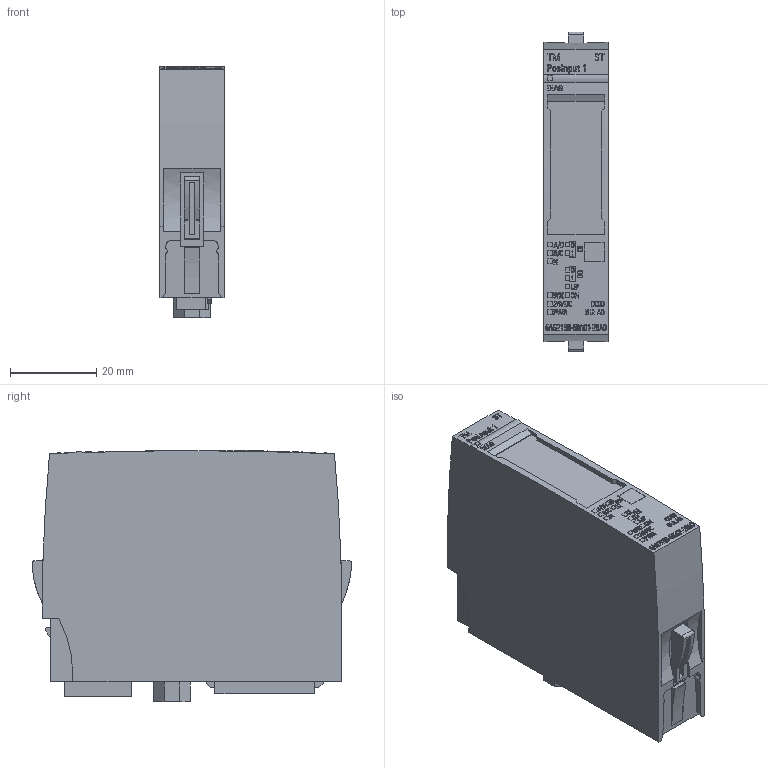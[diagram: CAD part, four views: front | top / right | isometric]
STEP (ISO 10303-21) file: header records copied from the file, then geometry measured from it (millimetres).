
FILE_DESCRIPTION(/* description */ (''),/* implementation_level */ '2;1');
FILE_NAME(/* name */ '6AG2138-6BA01-2BA0_3d.stp',/* time_stamp */ '2024-08-29T09:34:40+02:00',/* author */ (''),/* organization */ (''),/* preprocessor_version */ 'ST-DEVELOPER v18.102',/* originating_system */ 'SIEMENS PLM Software NX 2023',/* authorisation */ '');
FILE_SCHEMA (('AUTOMOTIVE_DESIGN { 1 0 10303 214 3 1 1 1 }'));
Products named in the file (3): A5E54025409A_RS-AA_001_1-labeling; A5E50134666A_RS-AA_002_1-box; A5E54025362A_RS-AA_001_1-CAx_6AG21386BA012BA0
Assembly tree (2 placements, depth 2):
  A5E54025362A_RS-AA_001_1-CAx_6AG21386BA012BA0
    A5E50134666A_RS-AA_002_1-box
    A5E54025409A_RS-AA_001_1-labeling
Bounding box: 15 x 74 x 58.19 mm (x, y, z)
Volume: 21436.4 mm3; surface area: 30557.1 mm2
Topology: 80 solids, 80 shells, 1543 faces, 3875 edges, 2576 vertices
Faces by surface type: plane 981, extrusion 375, cylinder 187
Entity records: 70110 total; most frequent: CARTESIAN_POINT 23747, ORIENTED_EDGE 7746, DIRECTION 6428, EDGE_CURVE 3873, VECTOR 2892, VERTEX_POINT 2576, LINE 2517, AXIS2_PLACEMENT_3D 1768
